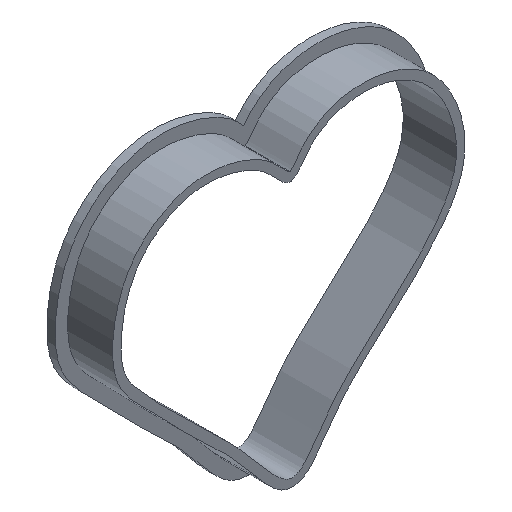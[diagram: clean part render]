
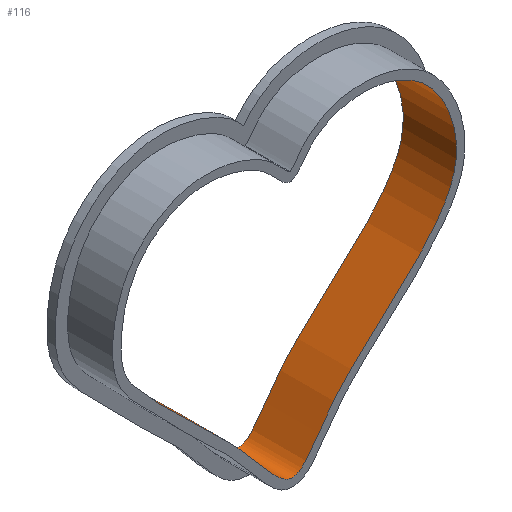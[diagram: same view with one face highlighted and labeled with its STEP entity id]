
A CAD part, isometric view. The second image highlights one B-rep face of the part: STEP entity #116.
In plain terms, the highlighted free-form (B-spline) face has degree [3, 1] with [24, 2] control points.
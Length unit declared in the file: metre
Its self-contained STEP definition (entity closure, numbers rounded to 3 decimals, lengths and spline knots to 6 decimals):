
#31=ORIENTED_EDGE('',*,*,#57,.F.);
#32=ORIENTED_EDGE('',*,*,#58,.T.);
#57=EDGE_CURVE('',#69,#69,#79,.T.);
#58=EDGE_CURVE('',#70,#70,#80,.T.);
#69=VERTEX_POINT('',#655);
#70=VERTEX_POINT('',#680);
#79=B_SPLINE_CURVE_WITH_KNOTS('',3,(#631,#632,#633,#634,#635,#636,#637,
#638,#639,#640,#641,#642,#643,#644,#645,#646,#647,#648,#649,#650,#651,#652,
#653,#654),.UNSPECIFIED.,.T.,.F.,(1,3,1,1,1,1,1,1,1,1,1,1,1,1,1,1,1,1,1,
1,1,1,3,1),(-0.026007,0.,0.037279,0.082877,
0.130795,0.180687,0.237478,0.291284,
0.351503,0.411423,0.461703,0.512508,
0.562402,0.617148,0.665663,0.706119,
0.755311,0.801105,0.845327,0.888802,0.937561,
0.973993,1.,1.037279),.UNSPECIFIED.);
#80=B_SPLINE_CURVE_WITH_KNOTS('',3,(#656,#657,#658,#659,#660,#661,#662,
#663,#664,#665,#666,#667,#668,#669,#670,#671,#672,#673,#674,#675,#676,#677,
#678,#679),.UNSPECIFIED.,.T.,.F.,(1,3,1,1,1,1,1,1,1,1,1,1,1,1,1,1,1,1,1,
1,1,1,3,1),(-0.026007,0.,0.037279,0.082877,
0.130795,0.180687,0.237478,0.291284,
0.351503,0.411423,0.461703,0.512508,
0.562402,0.617148,0.665663,0.706119,
0.755311,0.801105,0.845327,0.888802,0.937561,
0.973993,1.,1.037279),.UNSPECIFIED.);
#87=EDGE_LOOP('',(#31));
#88=EDGE_LOOP('',(#32));
#99=FACE_BOUND('',#87,.T.);
#100=FACE_BOUND('',#88,.T.);
#111=B_SPLINE_SURFACE_WITH_KNOTS('',3,1,((#583,#584),(#585,#586),(#587,
#588),(#589,#590),(#591,#592),(#593,#594),(#595,#596),(#597,#598),(#599,
#600),(#601,#602),(#603,#604),(#605,#606),(#607,#608),(#609,#610),(#611,
#612),(#613,#614),(#615,#616),(#617,#618),(#619,#620),(#621,#622),(#623,
#624),(#625,#626),(#627,#628),(#629,#630)),.SURF_OF_LINEAR_EXTRUSION.,.T.,
 .F.,.F.,(1,3,1,1,1,1,1,1,1,1,1,1,1,1,1,1,1,1,1,1,1,1,3,1),(2,2),(-0.026007,
0.,0.037279,0.082877,0.130795,0.180687,
0.237478,0.291284,0.351503,0.411423,
0.461703,0.512508,0.562402,0.617148,
0.665663,0.706119,0.755311,0.801105,
0.845327,0.888802,0.937561,0.973993,1.,
1.037279),(0.,1.),.UNSPECIFIED.);
#116=ADVANCED_FACE('',(#99,#100),#111,.F.);
#583=CARTESIAN_POINT('',(0.,-0.0127,0.031241));
#584=CARTESIAN_POINT('',(0.,0.,0.031241));
#585=CARTESIAN_POINT('',(0.001406,-0.0127,0.031718));
#586=CARTESIAN_POINT('',(0.001406,0.,0.031718));
#587=CARTESIAN_POINT('',(0.004134,-0.0127,0.03753));
#588=CARTESIAN_POINT('',(0.004134,0.,0.03753));
#589=CARTESIAN_POINT('',(0.013721,-0.0127,0.041553));
#590=CARTESIAN_POINT('',(0.013721,0.,0.041553));
#591=CARTESIAN_POINT('',(0.025378,-0.0127,0.040255));
#592=CARTESIAN_POINT('',(0.025378,0.,0.040255));
#593=CARTESIAN_POINT('',(0.035661,-0.0127,0.032846));
#594=CARTESIAN_POINT('',(0.035661,0.,0.032846));
#595=CARTESIAN_POINT('',(0.041272,-0.0127,0.016381));
#596=CARTESIAN_POINT('',(0.041272,0.,0.016381));
#597=CARTESIAN_POINT('',(0.033644,-0.0127,0.003321));
#598=CARTESIAN_POINT('',(0.033644,0.,0.003321));
#599=CARTESIAN_POINT('',(0.020562,-0.0127,-0.008742));
#600=CARTESIAN_POINT('',(0.020562,0.,-0.008742));
#601=CARTESIAN_POINT('',(0.00831,-0.0127,-0.019261));
#602=CARTESIAN_POINT('',(0.00831,0.,-0.019261));
#603=CARTESIAN_POINT('',(0.000403,-0.0127,-0.035062));
#604=CARTESIAN_POINT('',(0.000403,0.,-0.035062));
#605=CARTESIAN_POINT('',(-0.009602,-0.0127,-0.020381));
#606=CARTESIAN_POINT('',(-0.009602,0.,-0.020381));
#607=CARTESIAN_POINT('',(-0.017601,-0.0127,-0.0132));
#608=CARTESIAN_POINT('',(-0.017601,0.,-0.0132));
#609=CARTESIAN_POINT('',(-0.02816,-0.0127,-0.002733));
#610=CARTESIAN_POINT('',(-0.02816,0.,-0.002733));
#611=CARTESIAN_POINT('',(-0.036243,-0.0127,0.005356));
#612=CARTESIAN_POINT('',(-0.036243,0.,0.005356));
#613=CARTESIAN_POINT('',(-0.041476,-0.0127,0.012059));
#614=CARTESIAN_POINT('',(-0.041476,0.,0.012059));
#615=CARTESIAN_POINT('',(-0.040723,-0.0127,0.024588));
#616=CARTESIAN_POINT('',(-0.040723,0.,0.024588));
#617=CARTESIAN_POINT('',(-0.036381,-0.0127,0.033898));
#618=CARTESIAN_POINT('',(-0.036381,0.,0.033898));
#619=CARTESIAN_POINT('',(-0.028044,-0.0127,0.039783));
#620=CARTESIAN_POINT('',(-0.028044,0.,0.039783));
#621=CARTESIAN_POINT('',(-0.018918,-0.0127,0.041483));
#622=CARTESIAN_POINT('',(-0.018918,0.,0.041483));
#623=CARTESIAN_POINT('',(-0.007284,-0.0127,0.037865));
#624=CARTESIAN_POINT('',(-0.007284,0.,0.037865));
#625=CARTESIAN_POINT('',(-0.003543,-0.0127,0.032609));
#626=CARTESIAN_POINT('',(-0.003543,0.,0.032609));
#627=CARTESIAN_POINT('',(-0.000981,-0.0127,0.030909));
#628=CARTESIAN_POINT('',(-0.000981,0.,0.030909));
#629=CARTESIAN_POINT('',(0.,-0.0127,0.031241));
#630=CARTESIAN_POINT('',(0.,0.,0.031241));
#631=CARTESIAN_POINT('',(0.,-0.0127,0.031241));
#632=CARTESIAN_POINT('',(0.001406,-0.0127,0.031718));
#633=CARTESIAN_POINT('',(0.004134,-0.0127,0.03753));
#634=CARTESIAN_POINT('',(0.013721,-0.0127,0.041553));
#635=CARTESIAN_POINT('',(0.025378,-0.0127,0.040255));
#636=CARTESIAN_POINT('',(0.035661,-0.0127,0.032846));
#637=CARTESIAN_POINT('',(0.041272,-0.0127,0.016381));
#638=CARTESIAN_POINT('',(0.033644,-0.0127,0.003321));
#639=CARTESIAN_POINT('',(0.020562,-0.0127,-0.008742));
#640=CARTESIAN_POINT('',(0.00831,-0.0127,-0.019261));
#641=CARTESIAN_POINT('',(0.000403,-0.0127,-0.035062));
#642=CARTESIAN_POINT('',(-0.009602,-0.0127,-0.020381));
#643=CARTESIAN_POINT('',(-0.017601,-0.0127,-0.0132));
#644=CARTESIAN_POINT('',(-0.02816,-0.0127,-0.002733));
#645=CARTESIAN_POINT('',(-0.036243,-0.0127,0.005356));
#646=CARTESIAN_POINT('',(-0.041476,-0.0127,0.012059));
#647=CARTESIAN_POINT('',(-0.040723,-0.0127,0.024588));
#648=CARTESIAN_POINT('',(-0.036381,-0.0127,0.033898));
#649=CARTESIAN_POINT('',(-0.028044,-0.0127,0.039783));
#650=CARTESIAN_POINT('',(-0.018918,-0.0127,0.041483));
#651=CARTESIAN_POINT('',(-0.007284,-0.0127,0.037865));
#652=CARTESIAN_POINT('',(-0.003543,-0.0127,0.032609));
#653=CARTESIAN_POINT('',(-0.000981,-0.0127,0.030909));
#654=CARTESIAN_POINT('',(0.,-0.0127,0.031241));
#655=CARTESIAN_POINT('',(0.,-0.0127,0.031241));
#656=CARTESIAN_POINT('',(0.,0.,0.031241));
#657=CARTESIAN_POINT('',(0.001406,0.,0.031718));
#658=CARTESIAN_POINT('',(0.004134,0.,0.03753));
#659=CARTESIAN_POINT('',(0.013721,0.,0.041553));
#660=CARTESIAN_POINT('',(0.025378,0.,0.040255));
#661=CARTESIAN_POINT('',(0.035661,0.,0.032846));
#662=CARTESIAN_POINT('',(0.041272,0.,0.016381));
#663=CARTESIAN_POINT('',(0.033644,0.,0.003321));
#664=CARTESIAN_POINT('',(0.020562,0.,-0.008742));
#665=CARTESIAN_POINT('',(0.00831,0.,-0.019261));
#666=CARTESIAN_POINT('',(0.000403,0.,-0.035062));
#667=CARTESIAN_POINT('',(-0.009602,0.,-0.020381));
#668=CARTESIAN_POINT('',(-0.017601,0.,-0.0132));
#669=CARTESIAN_POINT('',(-0.02816,0.,-0.002733));
#670=CARTESIAN_POINT('',(-0.036243,0.,0.005356));
#671=CARTESIAN_POINT('',(-0.041476,0.,0.012059));
#672=CARTESIAN_POINT('',(-0.040723,0.,0.024588));
#673=CARTESIAN_POINT('',(-0.036381,0.,0.033898));
#674=CARTESIAN_POINT('',(-0.028044,0.,0.039783));
#675=CARTESIAN_POINT('',(-0.018918,0.,0.041483));
#676=CARTESIAN_POINT('',(-0.007284,0.,0.037865));
#677=CARTESIAN_POINT('',(-0.003543,0.,0.032609));
#678=CARTESIAN_POINT('',(-0.000981,0.,0.030909));
#679=CARTESIAN_POINT('',(0.,0.,0.031241));
#680=CARTESIAN_POINT('',(0.,0.,0.031241));
